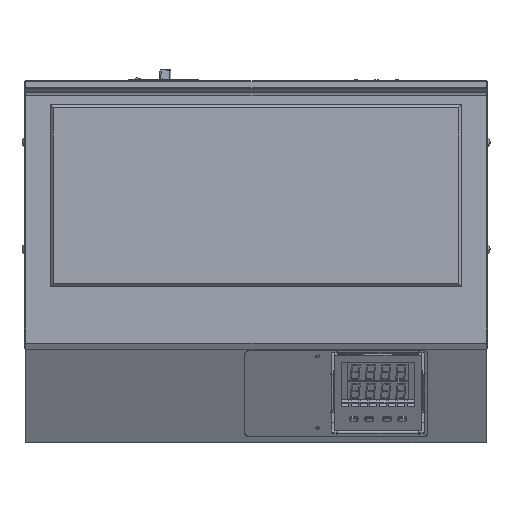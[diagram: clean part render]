
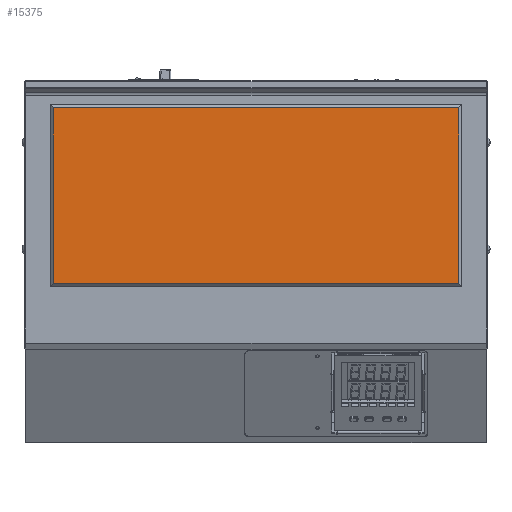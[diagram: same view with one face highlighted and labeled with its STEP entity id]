
A CAD part, top view. The second image highlights one B-rep face of the part: STEP entity #15375.
In plain terms, the highlighted planar face has unit normal (0, 0, 1).
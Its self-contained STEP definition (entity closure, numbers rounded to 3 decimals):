
#1710 = CARTESIAN_POINT ( 'NONE',  ( 6.655, 5.194, 2.875 ) ) ;
#1744 = DIRECTION ( 'NONE',  ( 1., 0., 0. ) ) ;
#1858 = ORIENTED_EDGE ( 'NONE', *, *, #55064, .T. ) ;
#2495 = EDGE_CURVE ( 'NONE', #90008, #69742, #90503, .T. ) ;
#10550 = LINE ( 'NONE', #19486, #59549 ) ;
#10553 = AXIS2_PLACEMENT_3D ( 'NONE', #29429, #38672, #103110 ) ;
#14281 = LINE ( 'NONE', #112146, #60374 ) ;
#15375 = ADVANCED_FACE ( 'NONE', ( #81584 ), #47525, .F. ) ;
#19486 = CARTESIAN_POINT ( 'NONE',  ( -6.745, 5.094, 2.875 ) ) ;
#26450 = VERTEX_POINT ( 'NONE', #50799 ) ;
#29429 = CARTESIAN_POINT ( 'NONE',  ( 0.005, 2.209, 2.875 ) ) ;
#37161 = CARTESIAN_POINT ( 'NONE',  ( -6.645, -0.776, 2.875 ) ) ;
#38672 = DIRECTION ( 'NONE',  ( 0., 0., -1. ) ) ;
#42644 = CARTESIAN_POINT ( 'NONE',  ( 6.655, -0.676, 2.875 ) ) ;
#47525 = PLANE ( 'NONE',  #10553 ) ;
#49500 = ORIENTED_EDGE ( 'NONE', *, *, #2495, .T. ) ;
#50799 = CARTESIAN_POINT ( 'NONE',  ( -6.645, 5.094, 2.875 ) ) ;
#55064 = EDGE_CURVE ( 'NONE', #86645, #90008, #14281, .T. ) ;
#59474 = ORIENTED_EDGE ( 'NONE', *, *, #63000, .T. ) ;
#59549 = VECTOR ( 'NONE', #83836, 39.37 ) ;
#60374 = VECTOR ( 'NONE', #1744, 39.37 ) ;
#63000 = EDGE_CURVE ( 'NONE', #69742, #26450, #10550, .T. ) ;
#69600 = CARTESIAN_POINT ( 'NONE',  ( -6.645, -0.676, 2.875 ) ) ;
#69742 = VERTEX_POINT ( 'NONE', #83178 ) ;
#72397 = LINE ( 'NONE', #37161, #118610 ) ;
#73421 = EDGE_LOOP ( 'NONE', ( #59474, #89765, #1858, #49500 ) ) ;
#74965 = DIRECTION ( 'NONE',  ( 0., 1., 0. ) ) ;
#81584 = FACE_OUTER_BOUND ( 'NONE', #73421, .T. ) ;
#83011 = DIRECTION ( 'NONE',  ( 0., -1., 0. ) ) ;
#83178 = CARTESIAN_POINT ( 'NONE',  ( 6.655, 5.094, 2.875 ) ) ;
#83836 = DIRECTION ( 'NONE',  ( -1., 0., 0. ) ) ;
#86645 = VERTEX_POINT ( 'NONE', #69600 ) ;
#89765 = ORIENTED_EDGE ( 'NONE', *, *, #115608, .T. ) ;
#90008 = VERTEX_POINT ( 'NONE', #42644 ) ;
#90503 = LINE ( 'NONE', #1710, #115107 ) ;
#103110 = DIRECTION ( 'NONE',  ( 0., 1., 0. ) ) ;
#112146 = CARTESIAN_POINT ( 'NONE',  ( 6.755, -0.676, 2.875 ) ) ;
#115107 = VECTOR ( 'NONE', #74965, 39.37 ) ;
#115608 = EDGE_CURVE ( 'NONE', #26450, #86645, #72397, .T. ) ;
#118610 = VECTOR ( 'NONE', #83011, 39.37 ) ;
